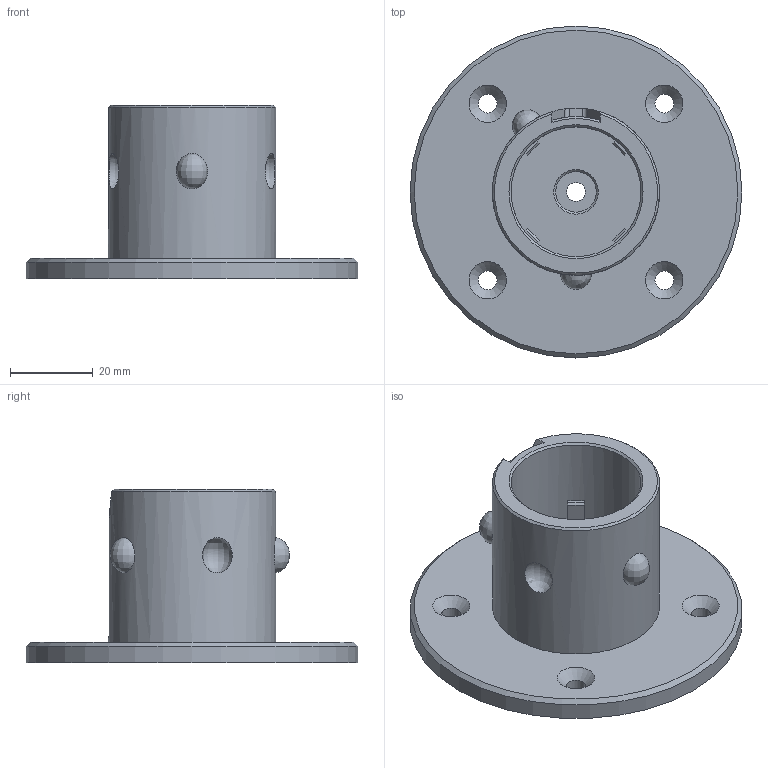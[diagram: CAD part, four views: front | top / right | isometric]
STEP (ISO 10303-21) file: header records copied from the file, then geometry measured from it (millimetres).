
FILE_DESCRIPTION(/* description */ ('','CAx-IF Rec.Pracs.---Representation and Presentation of Product Manufacturing Information (PMI)---4.0---2014-10-13'),/* implementation_level */ '2;1');
FILE_NAME(/* name */ 'Logitech G Pro RS Wheel Hub wall mount.step',/* time_stamp */ '2024-12-09T10:08:38-05:00',/* author */ (''),/* organization */ (''),/* preprocessor_version */ 'ST-DEVELOPER v20',/* originating_system */ 'Autodesk Translation Framework v13.20.0.188',/* authorisation */ '');
FILE_SCHEMA (('AP242_MANAGED_MODEL_BASED_3D_ENGINEERING_MIM_LF { 1 0 10303 442 1 1 4 }'));
Length unit declared in the file: millimetre
Products named in the file (1): Logitech Wall Holder
Bounding box: 80 x 80 x 41.9 mm (x, y, z)
Volume: 51872.9 mm3; surface area: 18933.2 mm2
Topology: 1 solids, 1 shells, 59 faces, 163 edges, 108 vertices
Faces by surface type: plane 30, cylinder 14, cone 10, bspline 5
Full cylindrical faces by diameter (mm): 4.5 x5, 9.75 x1, 31.3 x1, 40.3 x1, 80 x1
Entity records: 2454 total; most frequent: CARTESIAN_POINT 932, ORIENTED_EDGE 322, DIRECTION 285, EDGE_CURVE 161, VERTEX_POINT 112, AXIS2_PLACEMENT_3D 101, LINE 83, VECTOR 83
